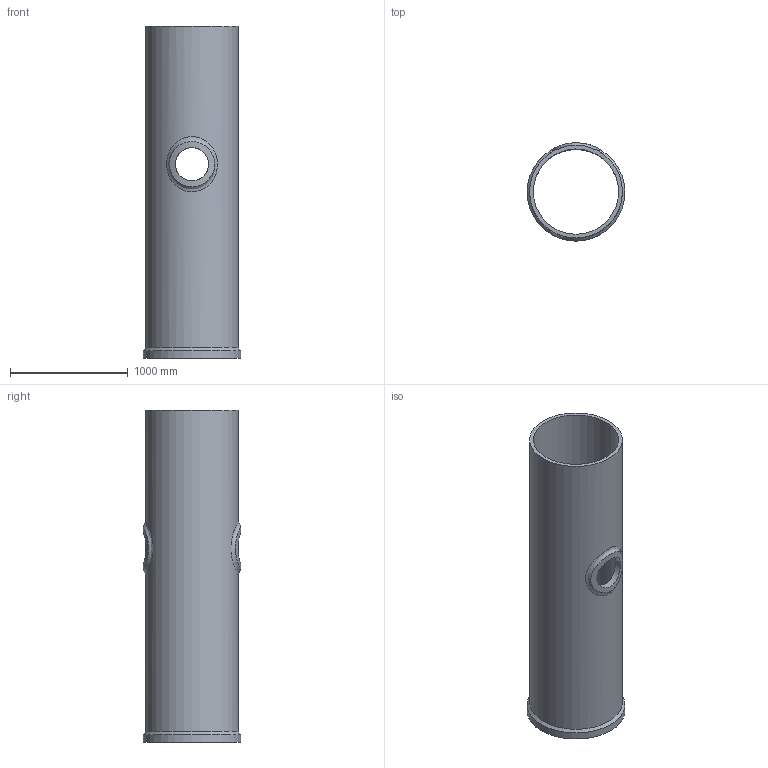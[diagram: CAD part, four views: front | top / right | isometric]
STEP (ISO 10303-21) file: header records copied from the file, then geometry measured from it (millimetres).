
FILE_DESCRIPTION(/* description */ (''),/* implementation_level */ '2;1');
FILE_NAME(/* name */ 'A1-19027-400-07 HCWI liner - trunk - cast - 1-21-20.stp',/* time_stamp */ '2020-01-21T12:27:49-07:00',/* author */ ('Graeme_Van_Dongen'),/* organization */ (''),/* preprocessor_version */ 'ST-DEVELOPER v16.5',/* originating_system */ 'Autodesk Inventor 2017',/* authorisation */ '');
FILE_SCHEMA (('AUTOMOTIVE_DESIGN { 1 0 10303 214 3 1 1 }'));
Length unit declared in the file: inch
Products named in the file (1): A1-19027-400-07 HCWI liner - trunk - cast
Bounding box: 831.85 x 831.85 x 2819.4 mm (x, y, z)
Volume: 215703345.8 mm3; surface area: 13503884.3 mm2
Topology: 1 solids, 1 shells, 12 faces, 31 edges, 23 vertices
Faces by surface type: cylinder 7, plane 2, bspline 2, cone 1
Full cylindrical faces by diameter (mm): 283 x2, 723.9 x1, 787.4 x1, 831.85 x1
Entity records: 2068 total; most frequent: CARTESIAN_POINT 1781, ORIENTED_EDGE 44, DIRECTION 38, EDGE_LOOP 26, EDGE_CURVE 22, VERTEX_POINT 20, AXIS2_PLACEMENT_3D 19, B_SPLINE_CURVE_WITH_KNOTS 14
